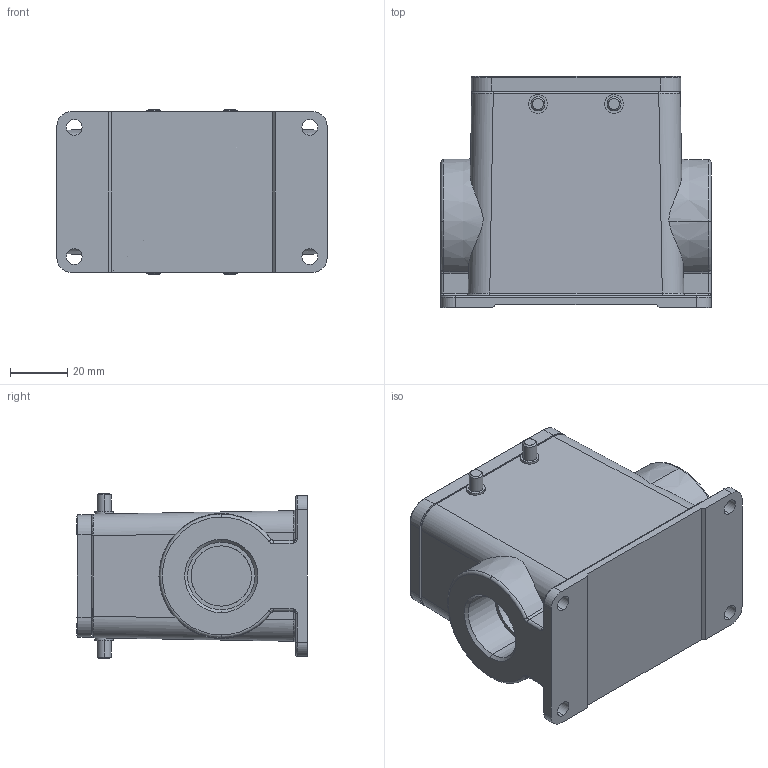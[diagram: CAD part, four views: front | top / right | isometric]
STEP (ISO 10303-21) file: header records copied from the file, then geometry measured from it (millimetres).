
FILE_DESCRIPTION (( 'STEP AP203' ), '1' );
FILE_NAME ('H10B-SFH-4B-M25.STP', '2017-07-20T12:13:30', ( '微软用户' ), ( '微软中国' ), 'SwSTEP 2.0', 'SolidWorks 2012', '' );
FILE_SCHEMA (( 'CONFIG_CONTROL_DESIGN' ));
Length unit declared in the file: millimetre
Products named in the file (1): H10B-SFH-4B-M25
Bounding box: 94 x 80.38 x 57.51 mm (x, y, z)
Volume: 138815.7 mm3; surface area: 48236.5 mm2
Topology: 1 solids, 1 shells, 291 faces, 694 edges, 428 vertices
Faces by surface type: cylinder 127, plane 87, bspline 36, cone 27, torus 14
Entity records: 10630 total; most frequent: CARTESIAN_POINT 4076, ORIENTED_EDGE 1388, DIRECTION 1318, EDGE_CURVE 694, AXIS2_PLACEMENT_3D 500, VERTEX_POINT 428, EDGE_LOOP 324, LINE 318
